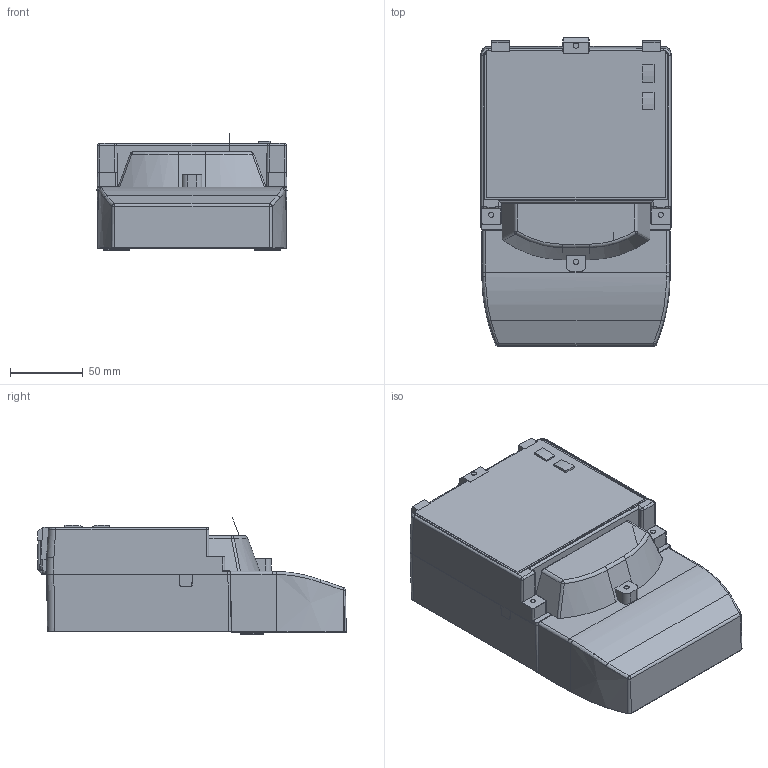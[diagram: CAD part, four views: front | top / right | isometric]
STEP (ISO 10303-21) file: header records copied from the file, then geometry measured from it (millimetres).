
FILE_DESCRIPTION(('STEP AP203'), '1');
FILE_NAME('Ì203.2Ò-ìî', '2018-04-20T11:30:40', ('Konstruktor'), (''), 'ASCON STEP Converter 1.3', 'ASCON Math Kernel', '');
FILE_SCHEMA(('CONFIG_CONTROL_DESIGN'));
Length unit declared in the file: millimetre
Bounding box: 131 x 212.65 x 80.04 mm (x, y, z)
Volume: 1578451.2 mm3; surface area: 122096.4 mm2
Topology: 1 solids, 12 shells, 729 faces, 1887 edges, 1189 vertices
Faces by surface type: plane 466, cylinder 181, bspline 43, sphere 22, cone 8, torus 6, extrusion 3
Full cylindrical faces by diameter (mm): 3.6 x5
Entity records: 32516 total; most frequent: CARTESIAN_POINT 9651, ORIENTED_EDGE 3764, DIRECTION 3156, EDGE_CURVE 1882, VECTOR 1400, LINE 1397, VERTEX_POINT 1193, AXIS2_PLACEMENT_3D 878
